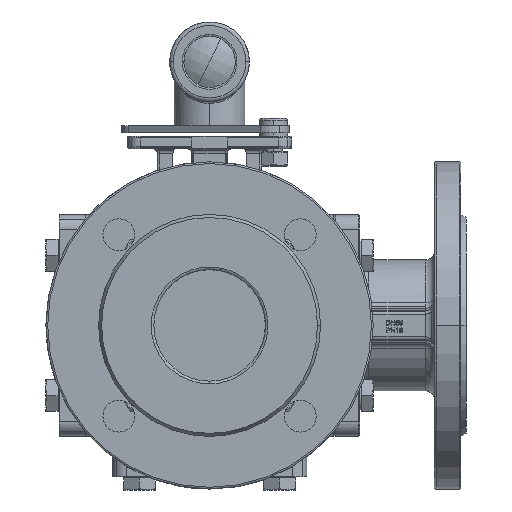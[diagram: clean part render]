
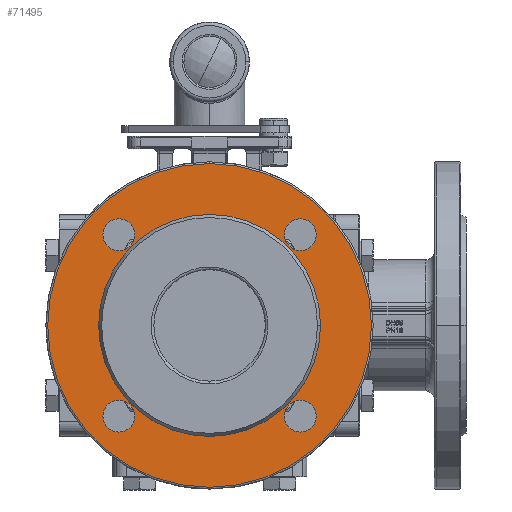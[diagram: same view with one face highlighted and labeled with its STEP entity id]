
A CAD part, left-side view. The second image highlights one B-rep face of the part: STEP entity #71495.
In plain terms, the highlighted planar face has unit normal (-1, 0, 0).
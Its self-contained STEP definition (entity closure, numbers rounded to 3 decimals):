
#21208=CARTESIAN_POINT('',(-142.,62.732,0.));
#21209=VERTEX_POINT('',#21208);
#21225=CARTESIAN_POINT('',(-142.,-62.732,0.));
#21226=VERTEX_POINT('',#21225);
#21233=CARTESIAN_POINT('',(-142.,-0.,0.));
#21234=DIRECTION('',(1.,0.,-0.));
#21235=DIRECTION('',(-0.,1.,-0.));
#21236=AXIS2_PLACEMENT_3D('',#21233,#21234,#21235);
#21237=CIRCLE('',#21236,62.732);
#21238=EDGE_CURVE('',#21209,#21226,#21237,.T.);
#21248=CARTESIAN_POINT('',(-142.,51.265,-42.265));
#21249=VERTEX_POINT('',#21248);
#21258=CARTESIAN_POINT('',(-142.,51.265,-60.265));
#21259=VERTEX_POINT('',#21258);
#21260=CARTESIAN_POINT('',(-142.,51.265,-51.265));
#21261=DIRECTION('',(1.,0.,-0.));
#21262=DIRECTION('',(0.,0.,1.));
#21263=AXIS2_PLACEMENT_3D('',#21260,#21261,#21262);
#21264=CIRCLE('',#21263,9.);
#21265=EDGE_CURVE('',#21259,#21249,#21264,.T.);
#21290=CARTESIAN_POINT('',(-142.,51.265,60.265));
#21291=VERTEX_POINT('',#21290);
#21300=CARTESIAN_POINT('',(-142.,51.265,42.265));
#21301=VERTEX_POINT('',#21300);
#21302=CARTESIAN_POINT('',(-142.,51.265,51.265));
#21303=DIRECTION('',(1.,0.,-0.));
#21304=DIRECTION('',(0.,0.,1.));
#21305=AXIS2_PLACEMENT_3D('',#21302,#21303,#21304);
#21306=CIRCLE('',#21305,9.);
#21307=EDGE_CURVE('',#21301,#21291,#21306,.T.);
#21332=CARTESIAN_POINT('',(-142.,-51.265,60.265));
#21333=VERTEX_POINT('',#21332);
#21342=CARTESIAN_POINT('',(-142.,-51.265,42.265));
#21343=VERTEX_POINT('',#21342);
#21344=CARTESIAN_POINT('',(-142.,-51.265,51.265));
#21345=DIRECTION('',(1.,0.,-0.));
#21346=DIRECTION('',(0.,0.,1.));
#21347=AXIS2_PLACEMENT_3D('',#21344,#21345,#21346);
#21348=CIRCLE('',#21347,9.);
#21349=EDGE_CURVE('',#21343,#21333,#21348,.T.);
#21374=CARTESIAN_POINT('',(-142.,-51.265,-42.265));
#21375=VERTEX_POINT('',#21374);
#21384=CARTESIAN_POINT('',(-142.,-51.265,-60.265));
#21385=VERTEX_POINT('',#21384);
#21386=CARTESIAN_POINT('',(-142.,-51.265,-51.265));
#21387=DIRECTION('',(1.,0.,-0.));
#21388=DIRECTION('',(0.,0.,1.));
#21389=AXIS2_PLACEMENT_3D('',#21386,#21387,#21388);
#21390=CIRCLE('',#21389,9.);
#21391=EDGE_CURVE('',#21385,#21375,#21390,.T.);
#22865=CARTESIAN_POINT('',(-142.,-0.,-91.5));
#22866=VERTEX_POINT('',#22865);
#22876=CARTESIAN_POINT('',(-142.,-0.,91.5));
#22877=VERTEX_POINT('',#22876);
#22878=CARTESIAN_POINT('',(-142.,-0.,0.));
#22879=DIRECTION('',(1.,0.,-0.));
#22880=DIRECTION('',(-0.,-0.,-1.));
#22881=AXIS2_PLACEMENT_3D('',#22878,#22879,#22880);
#22882=CIRCLE('',#22881,91.5);
#22883=EDGE_CURVE('',#22866,#22877,#22882,.T.);
#71406=CARTESIAN_POINT('',(-142.,-0.,0.));
#71407=DIRECTION('',(1.,0.,-0.));
#71408=DIRECTION('',(-0.,-0.,-1.));
#71409=AXIS2_PLACEMENT_3D('',#71406,#71407,#71408);
#71410=CIRCLE('',#71409,91.5);
#71411=EDGE_CURVE('',#22877,#22866,#71410,.T.);
#71436=CARTESIAN_POINT('',(-142.,77.616,0.));
#71437=DIRECTION('',(-1.,-0.,0.));
#71438=DIRECTION('',(0.,0.,1.));
#71439=AXIS2_PLACEMENT_3D('',#71436,#71437,#71438);
#71440=PLANE('',#71439);
#71441=ORIENTED_EDGE('',*,*,#71411,.F.);
#71442=ORIENTED_EDGE('',*,*,#22883,.F.);
#71443=EDGE_LOOP('',(#71441,#71442));
#71444=FACE_BOUND('',#71443,.T.);
#71445=CARTESIAN_POINT('',(-142.,-0.,0.));
#71446=DIRECTION('',(1.,0.,-0.));
#71447=DIRECTION('',(-0.,1.,-0.));
#71448=AXIS2_PLACEMENT_3D('',#71445,#71446,#71447);
#71449=CIRCLE('',#71448,62.732);
#71450=EDGE_CURVE('',#21226,#21209,#71449,.T.);
#71451=ORIENTED_EDGE('',*,*,#71450,.T.);
#71452=ORIENTED_EDGE('',*,*,#21238,.T.);
#71453=EDGE_LOOP('',(#71451,#71452));
#71454=FACE_BOUND('',#71453,.T.);
#71455=ORIENTED_EDGE('',*,*,#21265,.T.);
#71456=CARTESIAN_POINT('',(-142.,51.265,-51.265));
#71457=DIRECTION('',(1.,0.,-0.));
#71458=DIRECTION('',(0.,0.,1.));
#71459=AXIS2_PLACEMENT_3D('',#71456,#71457,#71458);
#71460=CIRCLE('',#71459,9.);
#71461=EDGE_CURVE('',#21249,#21259,#71460,.T.);
#71462=ORIENTED_EDGE('',*,*,#71461,.T.);
#71463=EDGE_LOOP('',(#71455,#71462));
#71464=FACE_BOUND('',#71463,.T.);
#71465=ORIENTED_EDGE('',*,*,#21307,.T.);
#71466=CARTESIAN_POINT('',(-142.,51.265,51.265));
#71467=DIRECTION('',(1.,0.,-0.));
#71468=DIRECTION('',(0.,0.,1.));
#71469=AXIS2_PLACEMENT_3D('',#71466,#71467,#71468);
#71470=CIRCLE('',#71469,9.);
#71471=EDGE_CURVE('',#21291,#21301,#71470,.T.);
#71472=ORIENTED_EDGE('',*,*,#71471,.T.);
#71473=EDGE_LOOP('',(#71465,#71472));
#71474=FACE_BOUND('',#71473,.T.);
#71475=ORIENTED_EDGE('',*,*,#21349,.T.);
#71476=CARTESIAN_POINT('',(-142.,-51.265,51.265));
#71477=DIRECTION('',(1.,0.,-0.));
#71478=DIRECTION('',(0.,0.,1.));
#71479=AXIS2_PLACEMENT_3D('',#71476,#71477,#71478);
#71480=CIRCLE('',#71479,9.);
#71481=EDGE_CURVE('',#21333,#21343,#71480,.T.);
#71482=ORIENTED_EDGE('',*,*,#71481,.T.);
#71483=EDGE_LOOP('',(#71475,#71482));
#71484=FACE_BOUND('',#71483,.T.);
#71485=ORIENTED_EDGE('',*,*,#21391,.T.);
#71486=CARTESIAN_POINT('',(-142.,-51.265,-51.265));
#71487=DIRECTION('',(1.,0.,-0.));
#71488=DIRECTION('',(0.,0.,1.));
#71489=AXIS2_PLACEMENT_3D('',#71486,#71487,#71488);
#71490=CIRCLE('',#71489,9.);
#71491=EDGE_CURVE('',#21375,#21385,#71490,.T.);
#71492=ORIENTED_EDGE('',*,*,#71491,.T.);
#71493=EDGE_LOOP('',(#71485,#71492));
#71494=FACE_BOUND('',#71493,.T.);
#71495=ADVANCED_FACE('',(#71444,#71454,#71464,#71474,#71484,#71494),#71440,.T.);
